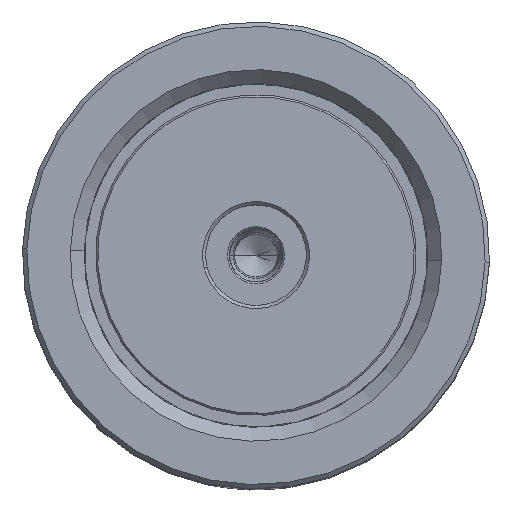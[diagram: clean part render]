
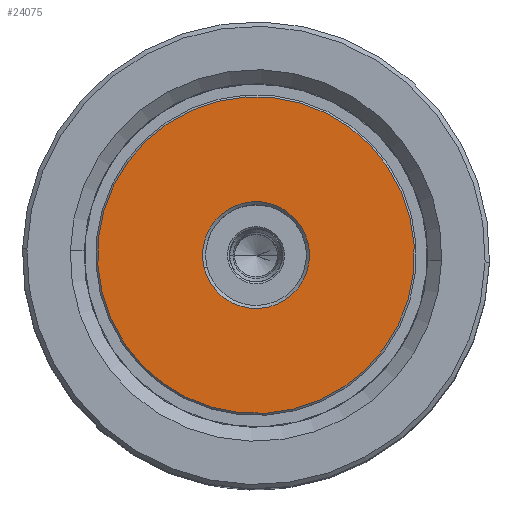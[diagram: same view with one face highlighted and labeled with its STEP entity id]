
A CAD part, top view. The second image highlights one B-rep face of the part: STEP entity #24075.
In plain terms, the highlighted face is planar.
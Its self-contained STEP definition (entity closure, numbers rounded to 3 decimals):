
#266 = CARTESIAN_POINT ( 'NONE',  ( 0., 0., 0. ) ) ;
#3225 = DIRECTION ( 'NONE',  ( 1., 0., 0. ) ) ;
#3957 = VERTEX_POINT ( 'NONE', #33799 ) ;
#4068 = CIRCLE ( 'NONE', #59917, 25.2 ) ;
#8934 = CARTESIAN_POINT ( 'NONE',  ( 0., 0., 0. ) ) ;
#14294 = VERTEX_POINT ( 'NONE', #45435 ) ;
#14825 = ORIENTED_EDGE ( 'NONE', *, *, #35320, .T. ) ;
#16873 = CARTESIAN_POINT ( 'NONE',  ( 0., 0., 0. ) ) ;
#18686 = EDGE_LOOP ( 'NONE', ( #33518, #61786 ) ) ;
#20249 = AXIS2_PLACEMENT_3D ( 'NONE', #24426, #60681, #56311 ) ;
#20498 = FACE_OUTER_BOUND ( 'NONE', #18686, .T. ) ;
#21397 = EDGE_CURVE ( 'NONE', #3957, #65073, #4068, .T. ) ;
#22901 = CIRCLE ( 'NONE', #65847, 25.2 ) ;
#24075 = ADVANCED_FACE ( 'NONE', ( #20498, #60490 ), #45040, .F. ) ;
#24426 = CARTESIAN_POINT ( 'NONE',  ( 0., 0., 0. ) ) ;
#29940 = EDGE_CURVE ( 'NONE', #65073, #3957, #22901, .T. ) ;
#33518 = ORIENTED_EDGE ( 'NONE', *, *, #21397, .T. ) ;
#33799 = CARTESIAN_POINT ( 'NONE',  ( 25.2, 0., 0. ) ) ;
#33938 = AXIS2_PLACEMENT_3D ( 'NONE', #266, #36245, #50751 ) ;
#35320 = EDGE_CURVE ( 'NONE', #14294, #47533, #63169, .T. ) ;
#36245 = DIRECTION ( 'NONE',  ( 0., 0., 1. ) ) ;
#38580 = EDGE_LOOP ( 'NONE', ( #14825, #46832 ) ) ;
#40644 = CARTESIAN_POINT ( 'NONE',  ( 8.5, 0., 0. ) ) ;
#40821 = EDGE_CURVE ( 'NONE', #47533, #14294, #54828, .T. ) ;
#45040 = PLANE ( 'NONE',  #33938 ) ;
#45239 = DIRECTION ( 'NONE',  ( 0., 0., 1. ) ) ;
#45435 = CARTESIAN_POINT ( 'NONE',  ( -8.5, 0., 0. ) ) ;
#46832 = ORIENTED_EDGE ( 'NONE', *, *, #40821, .T. ) ;
#47144 = DIRECTION ( 'NONE',  ( 1., 0., 0. ) ) ;
#47533 = VERTEX_POINT ( 'NONE', #40644 ) ;
#48138 = DIRECTION ( 'NONE',  ( 0., 0., -1. ) ) ;
#49299 = CARTESIAN_POINT ( 'NONE',  ( 0., 0., 0. ) ) ;
#50751 = DIRECTION ( 'NONE',  ( 1., 0., 0. ) ) ;
#54479 = CARTESIAN_POINT ( 'NONE',  ( -25.2, 0., 0. ) ) ;
#54787 = AXIS2_PLACEMENT_3D ( 'NONE', #49299, #45239, #54997 ) ;
#54828 = CIRCLE ( 'NONE', #54787, 8.5 ) ;
#54997 = DIRECTION ( 'NONE',  ( 1., 0., 0. ) ) ;
#56311 = DIRECTION ( 'NONE',  ( 1., 0., 0. ) ) ;
#59917 = AXIS2_PLACEMENT_3D ( 'NONE', #8934, #60074, #3225 ) ;
#60074 = DIRECTION ( 'NONE',  ( 0., 0., -1. ) ) ;
#60490 = FACE_BOUND ( 'NONE', #38580, .T. ) ;
#60681 = DIRECTION ( 'NONE',  ( 0., 0., 1. ) ) ;
#61786 = ORIENTED_EDGE ( 'NONE', *, *, #29940, .T. ) ;
#63169 = CIRCLE ( 'NONE', #20249, 8.5 ) ;
#65073 = VERTEX_POINT ( 'NONE', #54479 ) ;
#65847 = AXIS2_PLACEMENT_3D ( 'NONE', #16873, #48138, #47144 ) ;
